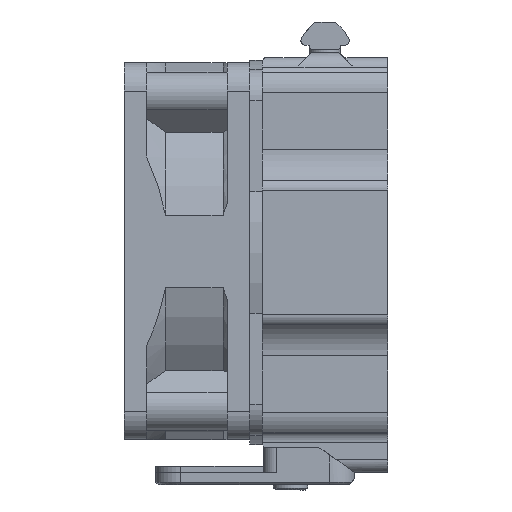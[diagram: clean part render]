
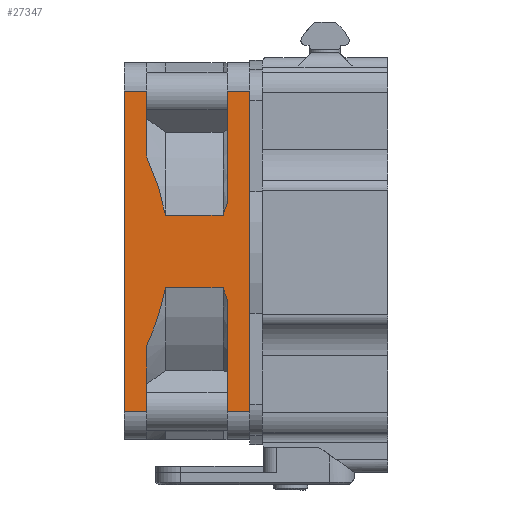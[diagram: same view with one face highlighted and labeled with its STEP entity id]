
A CAD part, front view. The second image highlights one B-rep face of the part: STEP entity #27347.
In plain terms, the highlighted planar face has unit normal (0, -1, 0).
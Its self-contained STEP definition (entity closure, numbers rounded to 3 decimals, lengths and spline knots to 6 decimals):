
#366=B_SPLINE_CURVE_WITH_KNOTS('',3,(#44118,#44119,#44120,#44121,#44122,
#44123,#44124),.UNSPECIFIED.,.F.,.F.,(4,3,4),(0.045715,0.04681,
0.047699),.UNSPECIFIED.);
#848=(
BOUNDED_CURVE()
B_SPLINE_CURVE(2,(#44112,#44113,#44114),.UNSPECIFIED.,.F.,.F.)
B_SPLINE_CURVE_WITH_KNOTS((3,3),(0.,0.974038),.UNSPECIFIED.)
CURVE()
GEOMETRIC_REPRESENTATION_ITEM()
RATIONAL_B_SPLINE_CURVE((1.,1.011,1.))
REPRESENTATION_ITEM('')
);
#849=(
BOUNDED_CURVE()
B_SPLINE_CURVE(2,(#44136,#44137,#44138),.UNSPECIFIED.,.F.,.F.)
B_SPLINE_CURVE_WITH_KNOTS((3,3),(-1.0481,-0.840623),
 .UNSPECIFIED.)
CURVE()
GEOMETRIC_REPRESENTATION_ITEM()
RATIONAL_B_SPLINE_CURVE((1.056,1.053,1.049))
REPRESENTATION_ITEM('')
);
#850=(
BOUNDED_CURVE()
B_SPLINE_CURVE(2,(#44142,#44143,#44144),.UNSPECIFIED.,.F.,.F.)
B_SPLINE_CURVE_WITH_KNOTS((3,3),(0.,0.974038),.UNSPECIFIED.)
CURVE()
GEOMETRIC_REPRESENTATION_ITEM()
RATIONAL_B_SPLINE_CURVE((1.,1.011,1.))
REPRESENTATION_ITEM('')
);
#2165=LINE('',#44107,#4143);
#2166=LINE('',#44110,#4144);
#2167=LINE('',#44116,#4145);
#2168=LINE('',#44126,#4146);
#2169=LINE('',#44128,#4147);
#2170=LINE('',#44130,#4148);
#2171=LINE('',#44132,#4149);
#2172=LINE('',#44134,#4150);
#2173=LINE('',#44140,#4151);
#2174=LINE('',#44146,#4152);
#2175=LINE('',#44148,#4153);
#2176=LINE('',#44150,#4154);
#4143=VECTOR('',#35685,1.);
#4144=VECTOR('',#35686,1.);
#4145=VECTOR('',#35687,1.);
#4146=VECTOR('',#35688,1.);
#4147=VECTOR('',#35689,1.);
#4148=VECTOR('',#35690,1.);
#4149=VECTOR('',#35691,1.);
#4150=VECTOR('',#35692,1.);
#4151=VECTOR('',#35693,1.);
#4152=VECTOR('',#35694,1.);
#4153=VECTOR('',#35695,1.);
#4154=VECTOR('',#35696,1.);
#5740=PLANE('',#30077);
#9990=ORIENTED_EDGE('',*,*,#16125,.T.);
#9991=ORIENTED_EDGE('',*,*,#16126,.T.);
#9992=ORIENTED_EDGE('',*,*,#16127,.F.);
#9993=ORIENTED_EDGE('',*,*,#16128,.F.);
#9994=ORIENTED_EDGE('',*,*,#16129,.F.);
#9995=ORIENTED_EDGE('',*,*,#16130,.F.);
#9996=ORIENTED_EDGE('',*,*,#16131,.T.);
#9997=ORIENTED_EDGE('',*,*,#16132,.T.);
#9998=ORIENTED_EDGE('',*,*,#16133,.F.);
#9999=ORIENTED_EDGE('',*,*,#16134,.F.);
#10000=ORIENTED_EDGE('',*,*,#16135,.F.);
#10001=ORIENTED_EDGE('',*,*,#16136,.T.);
#10002=ORIENTED_EDGE('',*,*,#16137,.F.);
#10003=ORIENTED_EDGE('',*,*,#16138,.T.);
#10004=ORIENTED_EDGE('',*,*,#16139,.F.);
#10005=ORIENTED_EDGE('',*,*,#16140,.F.);
#16125=EDGE_CURVE('',#19441,#19442,#2165,.T.);
#16126=EDGE_CURVE('',#19442,#19443,#2166,.T.);
#16127=EDGE_CURVE('',#19444,#19443,#848,.T.);
#16128=EDGE_CURVE('',#19445,#19444,#2167,.T.);
#16129=EDGE_CURVE('',#19446,#19445,#366,.T.);
#16130=EDGE_CURVE('',#19447,#19446,#2168,.T.);
#16131=EDGE_CURVE('',#19447,#19448,#2169,.T.);
#16132=EDGE_CURVE('',#19448,#19449,#2170,.T.);
#16133=EDGE_CURVE('',#19450,#19449,#2171,.T.);
#16134=EDGE_CURVE('',#19451,#19450,#2172,.T.);
#16135=EDGE_CURVE('',#19452,#19451,#849,.T.);
#16136=EDGE_CURVE('',#19452,#19453,#2173,.T.);
#16137=EDGE_CURVE('',#19454,#19453,#850,.T.);
#16138=EDGE_CURVE('',#19454,#19455,#2174,.T.);
#16139=EDGE_CURVE('',#19456,#19455,#2175,.T.);
#16140=EDGE_CURVE('',#19441,#19456,#2176,.T.);
#19441=VERTEX_POINT('',#44108);
#19442=VERTEX_POINT('',#44109);
#19443=VERTEX_POINT('',#44111);
#19444=VERTEX_POINT('',#44115);
#19445=VERTEX_POINT('',#44117);
#19446=VERTEX_POINT('',#44125);
#19447=VERTEX_POINT('',#44127);
#19448=VERTEX_POINT('',#44129);
#19449=VERTEX_POINT('',#44131);
#19450=VERTEX_POINT('',#44133);
#19451=VERTEX_POINT('',#44135);
#19452=VERTEX_POINT('',#44139);
#19453=VERTEX_POINT('',#44141);
#19454=VERTEX_POINT('',#44145);
#19455=VERTEX_POINT('',#44147);
#19456=VERTEX_POINT('',#44149);
#22969=EDGE_LOOP('',(#9990,#9991,#9992,#9993,#9994,#9995,#9996,#9997,#9998,
#9999,#10000,#10001,#10002,#10003,#10004,#10005));
#24969=FACE_BOUND('',#22969,.T.);
#27347=ADVANCED_FACE('',(#24969),#5740,.F.);
#30077=AXIS2_PLACEMENT_3D('',#44106,#35683,#35684);
#35683=DIRECTION('',(0.,1.,0.));
#35684=DIRECTION('',(1.,0.,0.));
#35685=DIRECTION('',(1.,0.,0.));
#35686=DIRECTION('',(0.,0.,1.));
#35687=DIRECTION('',(-1.,0.,0.));
#35688=DIRECTION('',(0.,0.,1.));
#35689=DIRECTION('',(1.,0.,0.));
#35690=DIRECTION('',(0.,0.,1.));
#35691=DIRECTION('',(1.,0.,0.));
#35692=DIRECTION('',(0.,0.,1.));
#35693=DIRECTION('',(-1.,0.,0.));
#35694=DIRECTION('',(0.,0.,1.));
#35695=DIRECTION('',(1.,0.,0.));
#35696=DIRECTION('',(0.,0.,1.));
#44106=CARTESIAN_POINT('',(0.182999,-0.089813,-0.308563));
#44107=CARTESIAN_POINT('',(0.187999,-0.089813,-0.359563));
#44108=CARTESIAN_POINT('',(0.187999,-0.089813,-0.359563));
#44109=CARTESIAN_POINT('',(0.191599,-0.089813,-0.359563));
#44110=CARTESIAN_POINT('',(0.191599,-0.089813,-0.306972));
#44111=CARTESIAN_POINT('',(0.191599,-0.089813,-0.349083));
#44112=CARTESIAN_POINT('',(0.194599,-0.089813,-0.339833));
#44113=CARTESIAN_POINT('',(0.193767,-0.089813,-0.344242));
#44114=CARTESIAN_POINT('',(0.191599,-0.089813,-0.349083));
#44115=CARTESIAN_POINT('',(0.194599,-0.089813,-0.339833));
#44116=CARTESIAN_POINT('',(0.207999,-0.089813,-0.339833));
#44117=CARTESIAN_POINT('',(0.203764,-0.089813,-0.339833));
#44118=CARTESIAN_POINT('',(0.204399,-0.089813,-0.34172));
#44119=CARTESIAN_POINT('',(0.204269,-0.089813,-0.341377));
#44120=CARTESIAN_POINT('',(0.204145,-0.089813,-0.341032));
#44121=CARTESIAN_POINT('',(0.20403,-0.089813,-0.340684));
#44122=CARTESIAN_POINT('',(0.203936,-0.089813,-0.340402));
#44123=CARTESIAN_POINT('',(0.203847,-0.089813,-0.340119));
#44124=CARTESIAN_POINT('',(0.203764,-0.089813,-0.339833));
#44125=CARTESIAN_POINT('',(0.204399,-0.089813,-0.34172));
#44126=CARTESIAN_POINT('',(0.204399,-0.089813,-0.308563));
#44127=CARTESIAN_POINT('',(0.204399,-0.089813,-0.359563));
#44128=CARTESIAN_POINT('',(0.182999,-0.089813,-0.359563));
#44129=CARTESIAN_POINT('',(0.207999,-0.089813,-0.359563));
#44130=CARTESIAN_POINT('',(0.207999,-0.089813,-0.308563));
#44131=CARTESIAN_POINT('',(0.207999,-0.089813,-0.308563));
#44132=CARTESIAN_POINT('',(0.182999,-0.089813,-0.308563));
#44133=CARTESIAN_POINT('',(0.204399,-0.089813,-0.308563));
#44134=CARTESIAN_POINT('',(0.204399,-0.089813,-0.308563));
#44135=CARTESIAN_POINT('',(0.204399,-0.089813,-0.326405));
#44136=CARTESIAN_POINT('',(0.203764,-0.089813,-0.328292));
#44137=CARTESIAN_POINT('',(0.204037,-0.089813,-0.327355));
#44138=CARTESIAN_POINT('',(0.204399,-0.089813,-0.326405));
#44139=CARTESIAN_POINT('',(0.203764,-0.089813,-0.328292));
#44140=CARTESIAN_POINT('',(0.207999,-0.089813,-0.328292));
#44141=CARTESIAN_POINT('',(0.194599,-0.089813,-0.328292));
#44142=CARTESIAN_POINT('',(0.191599,-0.089813,-0.319042));
#44143=CARTESIAN_POINT('',(0.193767,-0.089813,-0.323883));
#44144=CARTESIAN_POINT('',(0.194599,-0.089813,-0.328292));
#44145=CARTESIAN_POINT('',(0.191599,-0.089813,-0.319042));
#44146=CARTESIAN_POINT('',(0.191599,-0.089813,-0.306972));
#44147=CARTESIAN_POINT('',(0.191599,-0.089813,-0.308563));
#44148=CARTESIAN_POINT('',(0.187999,-0.089813,-0.308563));
#44149=CARTESIAN_POINT('',(0.187999,-0.089813,-0.308563));
#44150=CARTESIAN_POINT('',(0.187999,-0.089813,-0.308563));
